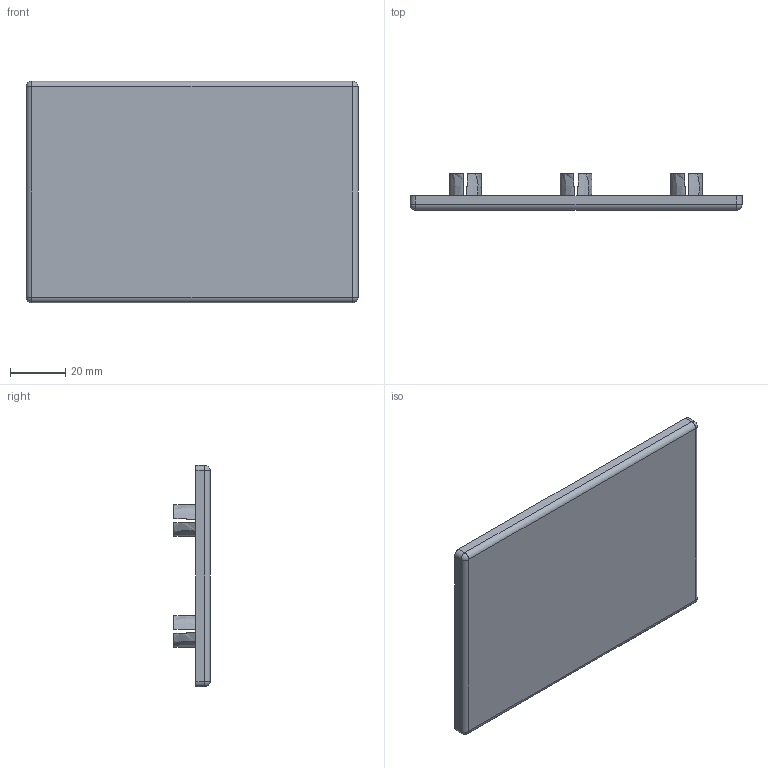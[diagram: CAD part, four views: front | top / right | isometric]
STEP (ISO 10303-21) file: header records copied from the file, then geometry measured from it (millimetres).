
FILE_DESCRIPTION (( 'STEP AP214' ), '1' );
FILE_NAME ('T38 Çàãëóøêà òîðöåâàÿ 60x120.STEP', '2019-06-11T12:31:16', ( 'Windows User' ), ( '' ), 'SwSTEP 2.0', 'SolidWorks 2018', '' );
FILE_SCHEMA (( 'AUTOMOTIVE_DESIGN' ));
Length unit declared in the file: millimetre
Products named in the file (1): T38 Çàãëóøêà òîðöåâàÿ 60x120
Bounding box: 120 x 13.1 x 80 mm (x, y, z)
Volume: 25738.1 mm3; surface area: 26839 mm2
Topology: 7 solids, 7 shells, 245 faces, 700 edges, 460 vertices
Faces by surface type: plane 209, cylinder 20, bspline 12, sphere 4
Entity records: 9594 total; most frequent: CARTESIAN_POINT 3322, ORIENTED_EDGE 1392, DIRECTION 1168, EDGE_CURVE 696, VERTEX_POINT 460, AXIS2_PLACEMENT_3D 418, VECTOR 332, LINE 332
